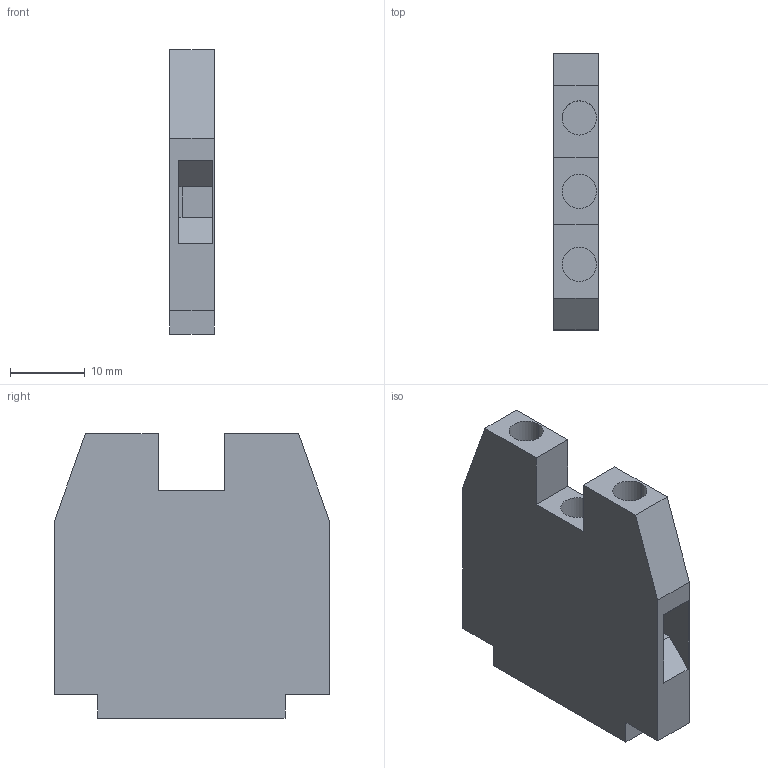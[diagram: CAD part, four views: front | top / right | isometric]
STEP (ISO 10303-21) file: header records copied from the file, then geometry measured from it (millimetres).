
FILE_DESCRIPTION (( 'STEP AP214' ), '1' );
FILE_NAME ('1492-W4.STEP', '2009-03-05T20:48:17', ( 'na' ), ( 'na' ), 'SwSTEP 2.0', 'SolidWorks 2009', '' );
FILE_SCHEMA (( 'AUTOMOTIVE_DESIGN' ));
Length unit declared in the file: millimetre
Products named in the file (1): 1492-W4
Bounding box: 5.97 x 36.86 x 38 mm (x, y, z)
Volume: 6640.3 mm3; surface area: 4064 mm2
Topology: 1 solids, 1 shells, 43 faces, 104 edges, 68 vertices
Faces by surface type: plane 37, cylinder 6
Entity records: 1272 total; most frequent: CARTESIAN_POINT 216, ORIENTED_EDGE 208, DIRECTION 204, EDGE_CURVE 104, VECTOR 92, LINE 92, VERTEX_POINT 68, AXIS2_PLACEMENT_3D 56
